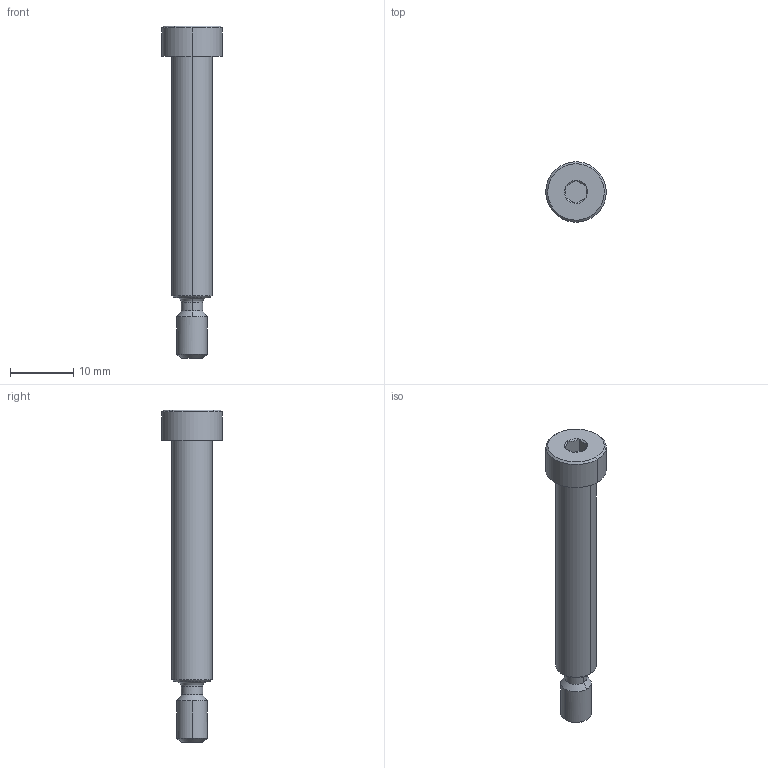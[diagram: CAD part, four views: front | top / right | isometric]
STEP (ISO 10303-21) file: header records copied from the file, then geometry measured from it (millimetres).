
FILE_DESCRIPTION(/* description */ (''),/* implementation_level */ '2;1');
FILE_NAME(/* name */ '18-8-S~1',/* time_stamp */ '2018-04-26T17:33:46-07:00',/* author */ (''),/* organization */ (''),/* preprocessor_version */ 'ST-DEVELOPER v15',/* originating_system */ '',/* authorisation */ '');
FILE_SCHEMA (('AUTOMOTIVE_DESIGN'));
Length unit declared in the file: inch
Products named in the file (1): Document
Bounding box: 9.51 x 9.53 x 52.39 mm (x, y, z)
Volume: 1675.3 mm3; surface area: 1197.6 mm2
Topology: 1 solids, 1 shells, 36 faces, 71 edges, 40 vertices
Faces by surface type: bspline 25, plane 11
Entity records: 1281 total; most frequent: CARTESIAN_POINT 826, ORIENTED_EDGE 142, EDGE_CURVE 71, VERTEX_POINT 40, EDGE_LOOP 39, ADVANCED_FACE 36, FACE_OUTER_BOUND 36, B_SPLINE_CURVE_WITH_KNOTS 28
